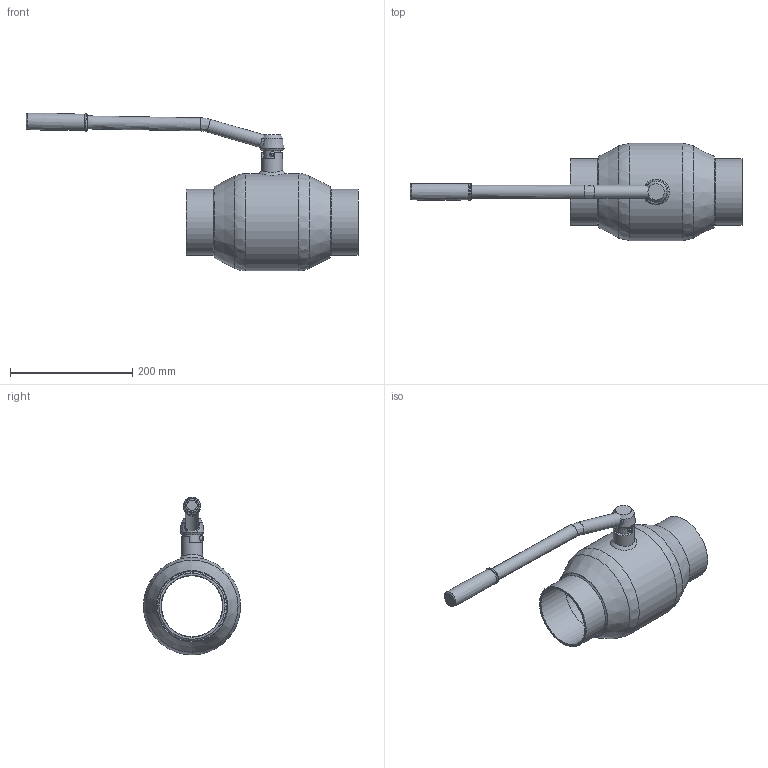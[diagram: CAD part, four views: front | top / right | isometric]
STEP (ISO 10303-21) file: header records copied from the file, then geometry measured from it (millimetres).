
FILE_DESCRIPTION(('TFLEX Exchange Step'),'2;1');
FILE_NAME('065N0140GR1 - Кран шаровой Premium DN100.stp', '2023-09-11T11:41:38+03:00',('RUCO3277'),('Unknown organisation'),'TFLEX Exchange 2022.1','T-FLEX CAD','Unknown authorisation');
FILE_SCHEMA( ('AUTOMOTIVE_DESIGN { 1 0 10303 214 1 1 1 1 }') );
Length unit declared in the file: millimetre
Products named in the file (1): Nodes
Bounding box: 542.73 x 159 x 257.88 mm (x, y, z)
Volume: 707586.6 mm3; surface area: 405859.7 mm2
Topology: 14 solids, 14 shells, 149 faces, 336 edges, 216 vertices
Faces by surface type: plane 44, cylinder 32, torus 30, bspline 24, cone 19
Full cylindrical faces by diameter (mm): 8 x1, 8.1 x1, 8.2 x2, 16.5 x2, 18 x2, 18.1 x1, 20 x4, 22 x2, 26.9 x1, 34.4 x1, 34.8 x1, 99.5 x2, 101 x2, 102.5 x2, 106.5 x2, 108 x2, 151 x1, 159 x1
Entity records: 10571 total; most frequent: CARTESIAN_POINT 7242, DIRECTION 682, ORIENTED_EDGE 658, EDGE_CURVE 329, AXIS2_PLACEMENT_3D 302, VERTEX_POINT 216, EDGE_LOOP 181, FACE_BOUND 181
